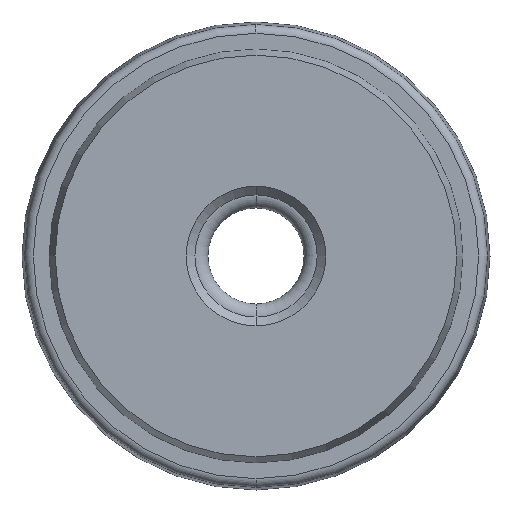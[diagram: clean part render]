
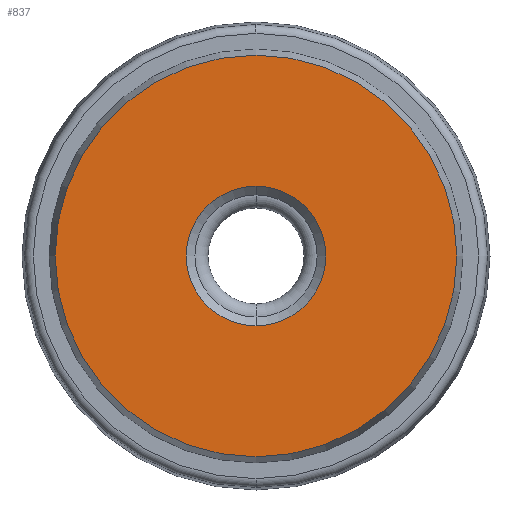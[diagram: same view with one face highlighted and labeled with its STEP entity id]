
A CAD part, left-side view. The second image highlights one B-rep face of the part: STEP entity #837.
In plain terms, the highlighted planar face has unit normal (-1, 0, 0).
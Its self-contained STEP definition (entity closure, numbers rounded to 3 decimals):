
#78 = AXIS2_PLACEMENT_3D ( 'NONE', #724, #748, #715 ) ;
#98 = AXIS2_PLACEMENT_3D ( 'NONE', #818, #814, #820 ) ;
#109 = AXIS2_PLACEMENT_3D ( 'NONE', #777, #783, #784 ) ;
#115 = AXIS2_PLACEMENT_3D ( 'NONE', #741, #720, #743 ) ;
#132 = AXIS2_PLACEMENT_3D ( 'NONE', #763, #771, #776 ) ;
#167 = EDGE_CURVE ( 'NONE', #980, #1022, #285, .T. ) ;
#174 = EDGE_CURVE ( 'NONE', #983, #954, #313, .T. ) ;
#176 = EDGE_CURVE ( 'NONE', #1022, #980, #277, .T. ) ;
#183 = EDGE_CURVE ( 'NONE', #954, #983, #332, .T. ) ;
#277 = CIRCLE ( 'NONE', #132, 11.5 ) ;
#285 = CIRCLE ( 'NONE', #115, 11.5 ) ;
#313 = CIRCLE ( 'NONE', #78, 4. ) ;
#332 = CIRCLE ( 'NONE', #109, 4. ) ;
#348 = FACE_OUTER_BOUND ( 'NONE', #1031, .T. ) ;
#358 = FACE_BOUND ( 'NONE', #1002, .T. ) ;
#578 = CARTESIAN_POINT ( 'NONE',  ( 0., 0., -11.5 ) ) ;
#582 = CARTESIAN_POINT ( 'NONE',  ( 0., 0., 4. ) ) ;
#619 = CARTESIAN_POINT ( 'NONE',  ( 0., 0., 11.5 ) ) ;
#623 = CARTESIAN_POINT ( 'NONE',  ( 0., 0., -4. ) ) ;
#715 = DIRECTION ( 'NONE',  ( 0., 0., -1. ) ) ;
#720 = DIRECTION ( 'NONE',  ( -1., 0., 0. ) ) ;
#724 = CARTESIAN_POINT ( 'NONE',  ( 0., 0., 0. ) ) ;
#741 = CARTESIAN_POINT ( 'NONE',  ( 0., 0., 0. ) ) ;
#743 = DIRECTION ( 'NONE',  ( 0., 0., 1. ) ) ;
#748 = DIRECTION ( 'NONE',  ( 1., 0., 0. ) ) ;
#763 = CARTESIAN_POINT ( 'NONE',  ( 0., 0., 0. ) ) ;
#771 = DIRECTION ( 'NONE',  ( -1., 0., 0. ) ) ;
#776 = DIRECTION ( 'NONE',  ( 0., 0., 1. ) ) ;
#777 = CARTESIAN_POINT ( 'NONE',  ( 0., 0., 0. ) ) ;
#783 = DIRECTION ( 'NONE',  ( 1., 0., 0. ) ) ;
#784 = DIRECTION ( 'NONE',  ( 0., 0., -1. ) ) ;
#814 = DIRECTION ( 'NONE',  ( 1., 0., 0. ) ) ;
#818 = CARTESIAN_POINT ( 'NONE',  ( 0., 3.5, 0. ) ) ;
#820 = DIRECTION ( 'NONE',  ( 0., 0., -1. ) ) ;
#822 = PLANE ( 'NONE',  #98 ) ;
#837 = ADVANCED_FACE ( 'NONE', ( #358, #348 ), #822, .F. ) ;
#954 = VERTEX_POINT ( 'NONE', #582 ) ;
#980 = VERTEX_POINT ( 'NONE', #619 ) ;
#983 = VERTEX_POINT ( 'NONE', #623 ) ;
#1002 = EDGE_LOOP ( 'NONE', ( #1123, #1114 ) ) ;
#1022 = VERTEX_POINT ( 'NONE', #578 ) ;
#1031 = EDGE_LOOP ( 'NONE', ( #1074, #1087 ) ) ;
#1074 = ORIENTED_EDGE ( 'NONE', *, *, #176, .T. ) ;
#1087 = ORIENTED_EDGE ( 'NONE', *, *, #167, .T. ) ;
#1114 = ORIENTED_EDGE ( 'NONE', *, *, #174, .T. ) ;
#1123 = ORIENTED_EDGE ( 'NONE', *, *, #183, .T. ) ;
